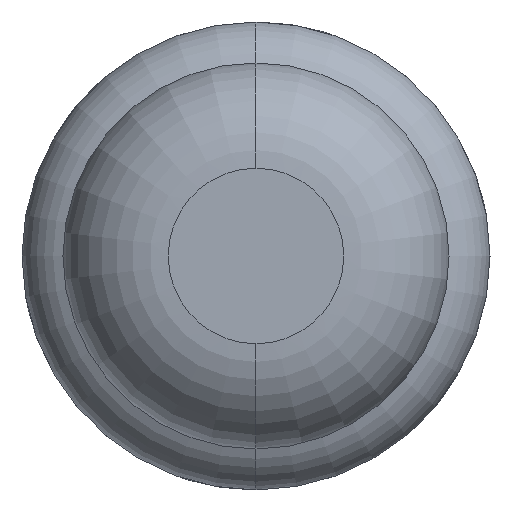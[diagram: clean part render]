
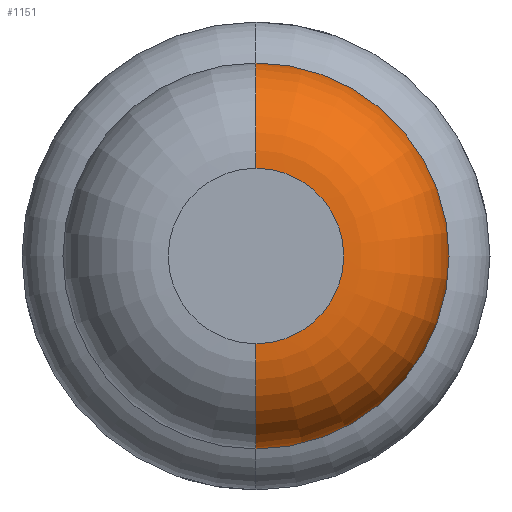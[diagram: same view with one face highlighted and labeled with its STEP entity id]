
A CAD part, front view. The second image highlights one B-rep face of the part: STEP entity #1151.
In plain terms, the highlighted toroidal (fillet/blend) face has major radius 0.375 mm and minor radius 0.45 mm.
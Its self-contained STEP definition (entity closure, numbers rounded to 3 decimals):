
#4 = DIRECTION ( 'NONE',  ( -1., 0., 0. ) ) ;
#128 = DIRECTION ( 'NONE',  ( 0., 1., 0. ) ) ;
#206 = EDGE_CURVE ( 'Defeature ausgef�hrt1_8+Defeature ausgef�hrt1_7+Defeature ausgef�hrt1_7+Defeature ausgef�hrt1_7', #952, #720, #3021, .T. ) ;
#295 = CARTESIAN_POINT ( 'NONE',  ( 0., -28.55, 0.375 ) ) ;
#449 = DIRECTION ( 'NONE',  ( 0., 0., 1. ) ) ;
#570 = CIRCLE ( 'NONE', #3005, 0.375 ) ;
#689 = CARTESIAN_POINT ( 'NONE',  ( 0., -29., 0.375 ) ) ;
#720 = VERTEX_POINT ( 'NONE', #3214 ) ;
#780 = DIRECTION ( 'NONE',  ( 0., 1., 0. ) ) ;
#851 = DIRECTION ( 'NONE',  ( 0., 0., -1. ) ) ;
#952 = VERTEX_POINT ( 'NONE', #2453 ) ;
#1151 = ADVANCED_FACE ( 'Defeature ausgef�hrt1_7', ( #2161 ), #2874, .T. ) ;
#1169 = AXIS2_PLACEMENT_3D ( 'NONE', #295, #4, #2150 ) ;
#1480 = ORIENTED_EDGE ( 'NONE', *, *, #206, .F. ) ;
#1509 = VERTEX_POINT ( 'NONE', #689 ) ;
#1800 = ORIENTED_EDGE ( 'NONE', *, *, #3909, .T. ) ;
#1964 = EDGE_CURVE ( 'NONE', #3557, #720, #2065, .T. ) ;
#2025 = AXIS2_PLACEMENT_3D ( 'NONE', #3167, #128, #2611 ) ;
#2043 = CARTESIAN_POINT ( 'NONE',  ( 0., -29., -0.375 ) ) ;
#2065 = CIRCLE ( 'NONE', #2812, 0.45 ) ;
#2150 = DIRECTION ( 'NONE',  ( 0., 0., 1. ) ) ;
#2161 = FACE_OUTER_BOUND ( 'NONE', #3899, .T. ) ;
#2453 = CARTESIAN_POINT ( 'NONE',  ( 0., -28.55, 0.825 ) ) ;
#2491 = CIRCLE ( 'NONE', #1169, 0.45 ) ;
#2611 = DIRECTION ( 'NONE',  ( 0., 0., 1. ) ) ;
#2632 = EDGE_CURVE ( 'NONE', #1509, #952, #2491, .T. ) ;
#2812 = AXIS2_PLACEMENT_3D ( 'NONE', #3879, #3573, #851 ) ;
#2814 = DIRECTION ( 'NONE',  ( 0., 1., 0. ) ) ;
#2856 = DIRECTION ( 'NONE',  ( 0., 0., 1. ) ) ;
#2874 = TOROIDAL_SURFACE ( 'NONE', #2025, 0.375, 0.45 ) ;
#3005 = AXIS2_PLACEMENT_3D ( 'NONE', #3100, #2814, #2856 ) ;
#3021 = CIRCLE ( 'NONE', #3133, 0.825 ) ;
#3026 = ORIENTED_EDGE ( 'NONE', *, *, #2632, .F. ) ;
#3100 = CARTESIAN_POINT ( 'NONE',  ( 0., -29., 0. ) ) ;
#3133 = AXIS2_PLACEMENT_3D ( 'NONE', #3496, #780, #449 ) ;
#3167 = CARTESIAN_POINT ( 'NONE',  ( 0., -28.55, 0. ) ) ;
#3214 = CARTESIAN_POINT ( 'NONE',  ( 0., -28.55, -0.825 ) ) ;
#3496 = CARTESIAN_POINT ( 'NONE',  ( 0., -28.55, 0. ) ) ;
#3557 = VERTEX_POINT ( 'NONE', #2043 ) ;
#3573 = DIRECTION ( 'NONE',  ( 1., 0., 0. ) ) ;
#3796 = ORIENTED_EDGE ( 'NONE', *, *, #1964, .T. ) ;
#3879 = CARTESIAN_POINT ( 'NONE',  ( 0., -28.55, -0.375 ) ) ;
#3899 = EDGE_LOOP ( 'NONE', ( #1800, #3796, #1480, #3026 ) ) ;
#3909 = EDGE_CURVE ( 'Defeature ausgef�hrt1_7+Defeature ausgef�hrt1_6+Defeature ausgef�hrt1_6+Defeature ausgef�hrt1_6', #1509, #3557, #570, .T. ) ;
